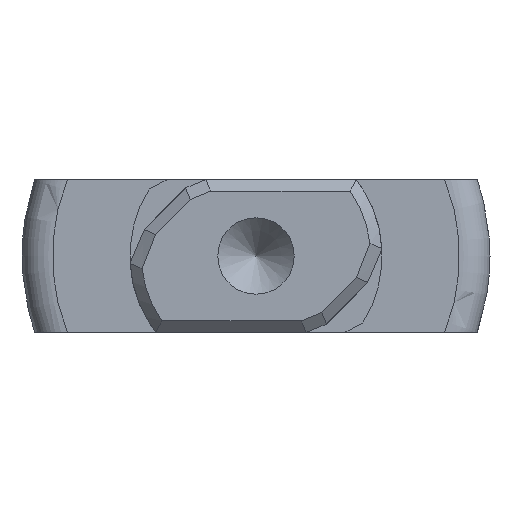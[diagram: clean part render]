
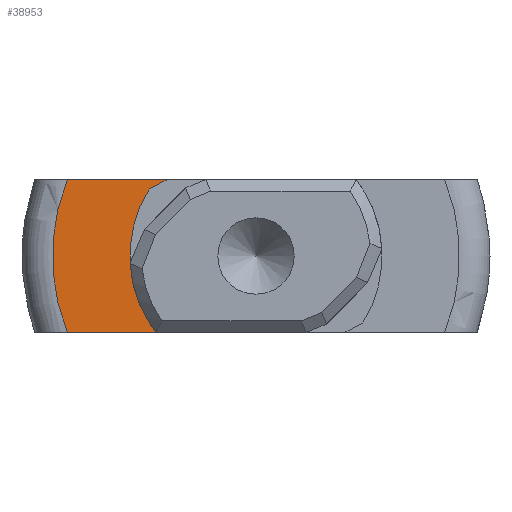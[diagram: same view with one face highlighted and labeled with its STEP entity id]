
A CAD part, left-side view. The second image highlights one B-rep face of the part: STEP entity #38953.
In plain terms, the highlighted planar face has unit normal (-1, 0, 0).
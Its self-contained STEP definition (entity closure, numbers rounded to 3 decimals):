
#722 = PLANE('',#723);
#723 = AXIS2_PLACEMENT_3D('',#724,#725,#726);
#724 = CARTESIAN_POINT('',(-6.25,-6.25,2.));
#725 = DIRECTION('',(0.,0.,1.));
#726 = DIRECTION('',(0.,1.,0.));
#17688 = VERTEX_POINT('',#17689);
#17689 = CARTESIAN_POINT('',(0.,4.94,2.));
#17723 = TOROIDAL_SURFACE('',#17724,5.329,0.8);
#17724 = AXIS2_PLACEMENT_3D('',#17725,#17726,#17727);
#17725 = CARTESIAN_POINT('',(0.8,0.,0.));
#17726 = DIRECTION('',(1.,0.,0.));
#17727 = DIRECTION('',(0.,0.,-1.));
#17757 = EDGE_CURVE('',#17688,#17758,#17760,.T.);
#17758 = VERTEX_POINT('',#17759);
#17759 = CARTESIAN_POINT('',(0.,2.327,2.));
#17760 = SURFACE_CURVE('',#17761,(#17765,#17772),.PCURVE_S1.);
#17761 = LINE('',#17762,#17763);
#17762 = CARTESIAN_POINT('',(0.,5.79,2.));
#17763 = VECTOR('',#17764,1.);
#17764 = DIRECTION('',(0.,-1.,0.));
#17765 = PCURVE('',#722,#17766);
#17766 = DEFINITIONAL_REPRESENTATION('',(#17767),#17771);
#17767 = LINE('',#17768,#17769);
#17768 = CARTESIAN_POINT('',(12.04,-6.25));
#17769 = VECTOR('',#17770,1.);
#17770 = DIRECTION('',(-1.,-0.));
#17771 = ( GEOMETRIC_REPRESENTATION_CONTEXT(2) 
PARAMETRIC_REPRESENTATION_CONTEXT() REPRESENTATION_CONTEXT('2D SPACE',''
  ) );
#17772 = PCURVE('',#17773,#17778);
#17773 = PLANE('',#17774);
#17774 = AXIS2_PLACEMENT_3D('',#17775,#17776,#17777);
#17775 = CARTESIAN_POINT('',(0.,5.329,
    0.));
#17776 = DIRECTION('',(-1.,0.,0.));
#17777 = DIRECTION('',(0.,0.,1.));
#17778 = DEFINITIONAL_REPRESENTATION('',(#17779),#17783);
#17779 = LINE('',#17780,#17781);
#17780 = CARTESIAN_POINT('',(2.,0.46));
#17781 = VECTOR('',#17782,1.);
#17782 = DIRECTION('',(0.,-1.));
#17783 = ( GEOMETRIC_REPRESENTATION_CONTEXT(2) 
PARAMETRIC_REPRESENTATION_CONTEXT() REPRESENTATION_CONTEXT('2D SPACE',''
  ) );
#17801 = PLANE('',#17802);
#17802 = AXIS2_PLACEMENT_3D('',#17803,#17804,#17805);
#17803 = CARTESIAN_POINT('',(-35.188,2.561,1.878));
#17804 = DIRECTION('',(0.,0.464,0.886
    ));
#17805 = DIRECTION('',(1.,0.,0.));
#35159 = PLANE('',#35160);
#35160 = AXIS2_PLACEMENT_3D('',#35161,#35162,#35163);
#35161 = CARTESIAN_POINT('',(-6.25,6.25,-2.));
#35162 = DIRECTION('',(0.,0.,-1.));
#35163 = DIRECTION('',(0.,-1.,0.));
#37240 = PLANE('',#37241);
#37241 = AXIS2_PLACEMENT_3D('',#37242,#37243,#37244);
#37242 = CARTESIAN_POINT('',(-35.188,2.561,-1.878));
#37243 = DIRECTION('',(0.,0.464,
    -0.886));
#37244 = DIRECTION('',(-1.,0.,0.));
#37260 = VERTEX_POINT('',#37261);
#37261 = CARTESIAN_POINT('',(0.,2.795,
    -1.755));
#37275 = CYLINDRICAL_SURFACE('',#37276,3.3);
#37276 = AXIS2_PLACEMENT_3D('',#37277,#37278,#37279);
#37277 = CARTESIAN_POINT('',(-35.188,0.,
    0.));
#37278 = DIRECTION('',(1.,0.,0.));
#37279 = DIRECTION('',(0.,1.,0.));
#37287 = EDGE_CURVE('',#37288,#37260,#37290,.T.);
#37288 = VERTEX_POINT('',#37289);
#37289 = CARTESIAN_POINT('',(0.,2.327,-2.));
#37290 = SURFACE_CURVE('',#37291,(#37295,#37302),.PCURVE_S1.);
#37291 = LINE('',#37292,#37293);
#37292 = CARTESIAN_POINT('',(0.,4.033,
    -1.107));
#37293 = VECTOR('',#37294,1.);
#37294 = DIRECTION('',(0.,0.886,0.464
    ));
#37295 = PCURVE('',#37240,#37296);
#37296 = DEFINITIONAL_REPRESENTATION('',(#37297),#37301);
#37297 = LINE('',#37298,#37299);
#37298 = CARTESIAN_POINT('',(-35.188,1.662));
#37299 = VECTOR('',#37300,1.);
#37300 = DIRECTION('',(0.,1.));
#37301 = ( GEOMETRIC_REPRESENTATION_CONTEXT(2) 
PARAMETRIC_REPRESENTATION_CONTEXT() REPRESENTATION_CONTEXT('2D SPACE',''
  ) );
#37302 = PCURVE('',#17773,#37303);
#37303 = DEFINITIONAL_REPRESENTATION('',(#37304),#37308);
#37304 = LINE('',#37305,#37306);
#37305 = CARTESIAN_POINT('',(-1.107,-1.296));
#37306 = VECTOR('',#37307,1.);
#37307 = DIRECTION('',(0.464,0.886));
#37308 = ( GEOMETRIC_REPRESENTATION_CONTEXT(2) 
PARAMETRIC_REPRESENTATION_CONTEXT() REPRESENTATION_CONTEXT('2D SPACE',''
  ) );
#37796 = EDGE_CURVE('',#37288,#37797,#37799,.T.);
#37797 = VERTEX_POINT('',#37798);
#37798 = CARTESIAN_POINT('',(0.,4.94,-2.));
#37799 = SURFACE_CURVE('',#37800,(#37804,#37811),.PCURVE_S1.);
#37800 = LINE('',#37801,#37802);
#37801 = CARTESIAN_POINT('',(0.,-0.46,-2.));
#37802 = VECTOR('',#37803,1.);
#37803 = DIRECTION('',(0.,1.,0.));
#37804 = PCURVE('',#35159,#37805);
#37805 = DEFINITIONAL_REPRESENTATION('',(#37806),#37810);
#37806 = LINE('',#37807,#37808);
#37807 = CARTESIAN_POINT('',(6.71,-6.25));
#37808 = VECTOR('',#37809,1.);
#37809 = DIRECTION('',(-1.,-0.));
#37810 = ( GEOMETRIC_REPRESENTATION_CONTEXT(2) 
PARAMETRIC_REPRESENTATION_CONTEXT() REPRESENTATION_CONTEXT('2D SPACE',''
  ) );
#37811 = PCURVE('',#17773,#37812);
#37812 = DEFINITIONAL_REPRESENTATION('',(#37813),#37817);
#37813 = LINE('',#37814,#37815);
#37814 = CARTESIAN_POINT('',(-2.,-5.79));
#37815 = VECTOR('',#37816,1.);
#37816 = DIRECTION('',(0.,1.));
#37817 = ( GEOMETRIC_REPRESENTATION_CONTEXT(2) 
PARAMETRIC_REPRESENTATION_CONTEXT() REPRESENTATION_CONTEXT('2D SPACE',''
  ) );
#38440 = EDGE_CURVE('',#38441,#17758,#38443,.T.);
#38441 = VERTEX_POINT('',#38442);
#38442 = CARTESIAN_POINT('',(0.,2.795,
    1.755));
#38443 = SURFACE_CURVE('',#38444,(#38448,#38455),.PCURVE_S1.);
#38444 = LINE('',#38445,#38446);
#38445 = CARTESIAN_POINT('',(0.,4.033,
    1.107));
#38446 = VECTOR('',#38447,1.);
#38447 = DIRECTION('',(0.,-0.886,
    0.464));
#38448 = PCURVE('',#17801,#38449);
#38449 = DEFINITIONAL_REPRESENTATION('',(#38450),#38454);
#38450 = LINE('',#38451,#38452);
#38451 = CARTESIAN_POINT('',(35.188,1.662));
#38452 = VECTOR('',#38453,1.);
#38453 = DIRECTION('',(0.,-1.));
#38454 = ( GEOMETRIC_REPRESENTATION_CONTEXT(2) 
PARAMETRIC_REPRESENTATION_CONTEXT() REPRESENTATION_CONTEXT('2D SPACE',''
  ) );
#38455 = PCURVE('',#17773,#38456);
#38456 = DEFINITIONAL_REPRESENTATION('',(#38457),#38461);
#38457 = LINE('',#38458,#38459);
#38458 = CARTESIAN_POINT('',(1.107,-1.296));
#38459 = VECTOR('',#38460,1.);
#38460 = DIRECTION('',(0.464,-0.886));
#38461 = ( GEOMETRIC_REPRESENTATION_CONTEXT(2) 
PARAMETRIC_REPRESENTATION_CONTEXT() REPRESENTATION_CONTEXT('2D SPACE',''
  ) );
#38490 = EDGE_CURVE('',#37260,#38441,#38491,.T.);
#38491 = SURFACE_CURVE('',#38492,(#38497,#38504),.PCURVE_S1.);
#38492 = CIRCLE('',#38493,3.3);
#38493 = AXIS2_PLACEMENT_3D('',#38494,#38495,#38496);
#38494 = CARTESIAN_POINT('',(0.,0.,
    0.));
#38495 = DIRECTION('',(1.,0.,0.));
#38496 = DIRECTION('',(0.,0.,1.));
#38497 = PCURVE('',#37275,#38498);
#38498 = DEFINITIONAL_REPRESENTATION('',(#38499),#38503);
#38499 = LINE('',#38500,#38501);
#38500 = CARTESIAN_POINT('',(1.571,35.188));
#38501 = VECTOR('',#38502,1.);
#38502 = DIRECTION('',(1.,0.));
#38503 = ( GEOMETRIC_REPRESENTATION_CONTEXT(2) 
PARAMETRIC_REPRESENTATION_CONTEXT() REPRESENTATION_CONTEXT('2D SPACE',''
  ) );
#38504 = PCURVE('',#17773,#38505);
#38505 = DEFINITIONAL_REPRESENTATION('',(#38506),#38514);
#38506 = ( BOUNDED_CURVE() B_SPLINE_CURVE(2,(#38507,#38508,#38509,#38510
    ,#38511,#38512,#38513),.UNSPECIFIED.,.T.,.F.) 
B_SPLINE_CURVE_WITH_KNOTS((1,2,2,2,2,1),(-2.094,0.,
    2.094,4.189,6.283,8.378),
.UNSPECIFIED.) CURVE() GEOMETRIC_REPRESENTATION_ITEM() 
RATIONAL_B_SPLINE_CURVE((1.,0.5,1.,0.5,1.,0.5,1.)) REPRESENTATION_ITEM(
  '') );
#38507 = CARTESIAN_POINT('',(3.3,-5.329));
#38508 = CARTESIAN_POINT('',(3.3,-11.045));
#38509 = CARTESIAN_POINT('',(-1.65,-8.187));
#38510 = CARTESIAN_POINT('',(-6.6,-5.329));
#38511 = CARTESIAN_POINT('',(-1.65,-2.471));
#38512 = CARTESIAN_POINT('',(3.3,0.387));
#38513 = CARTESIAN_POINT('',(3.3,-5.329));
#38514 = ( GEOMETRIC_REPRESENTATION_CONTEXT(2) 
PARAMETRIC_REPRESENTATION_CONTEXT() REPRESENTATION_CONTEXT('2D SPACE',''
  ) );
#38953 = ADVANCED_FACE('',(#38954),#17773,.T.);
#38954 = FACE_BOUND('',#38955,.T.);
#38955 = EDGE_LOOP('',(#38956,#38957,#38958,#38959,#38985,#38986));
#38956 = ORIENTED_EDGE('',*,*,#38490,.T.);
#38957 = ORIENTED_EDGE('',*,*,#38440,.T.);
#38958 = ORIENTED_EDGE('',*,*,#17757,.F.);
#38959 = ORIENTED_EDGE('',*,*,#38960,.F.);
#38960 = EDGE_CURVE('',#37797,#17688,#38961,.T.);
#38961 = SURFACE_CURVE('',#38962,(#38967,#38978),.PCURVE_S1.);
#38962 = CIRCLE('',#38963,5.329);
#38963 = AXIS2_PLACEMENT_3D('',#38964,#38965,#38966);
#38964 = CARTESIAN_POINT('',(0.,0.,0.)
  );
#38965 = DIRECTION('',(1.,0.,0.));
#38966 = DIRECTION('',(0.,0.,1.));
#38967 = PCURVE('',#17773,#38968);
#38968 = DEFINITIONAL_REPRESENTATION('',(#38969),#38977);
#38969 = ( BOUNDED_CURVE() B_SPLINE_CURVE(2,(#38970,#38971,#38972,#38973
    ,#38974,#38975,#38976),.UNSPECIFIED.,.T.,.F.) 
B_SPLINE_CURVE_WITH_KNOTS((1,2,2,2,2,1),(-2.094,0.,
    2.094,4.189,6.283,8.378),
.UNSPECIFIED.) CURVE() GEOMETRIC_REPRESENTATION_ITEM() 
RATIONAL_B_SPLINE_CURVE((1.,0.5,1.,0.5,1.,0.5,1.)) REPRESENTATION_ITEM(
  '') );
#38970 = CARTESIAN_POINT('',(5.329,-5.329));
#38971 = CARTESIAN_POINT('',(5.329,-14.56));
#38972 = CARTESIAN_POINT('',(-2.665,-9.945));
#38973 = CARTESIAN_POINT('',(-10.659,-5.329));
#38974 = CARTESIAN_POINT('',(-2.665,-0.714));
#38975 = CARTESIAN_POINT('',(5.329,3.901));
#38976 = CARTESIAN_POINT('',(5.329,-5.329));
#38977 = ( GEOMETRIC_REPRESENTATION_CONTEXT(2) 
PARAMETRIC_REPRESENTATION_CONTEXT() REPRESENTATION_CONTEXT('2D SPACE',''
  ) );
#38978 = PCURVE('',#17723,#38979);
#38979 = DEFINITIONAL_REPRESENTATION('',(#38980),#38984);
#38980 = LINE('',#38981,#38982);
#38981 = CARTESIAN_POINT('',(-3.142,4.712));
#38982 = VECTOR('',#38983,1.);
#38983 = DIRECTION('',(1.,0.));
#38984 = ( GEOMETRIC_REPRESENTATION_CONTEXT(2) 
PARAMETRIC_REPRESENTATION_CONTEXT() REPRESENTATION_CONTEXT('2D SPACE',''
  ) );
#38985 = ORIENTED_EDGE('',*,*,#37796,.F.);
#38986 = ORIENTED_EDGE('',*,*,#37287,.T.);
